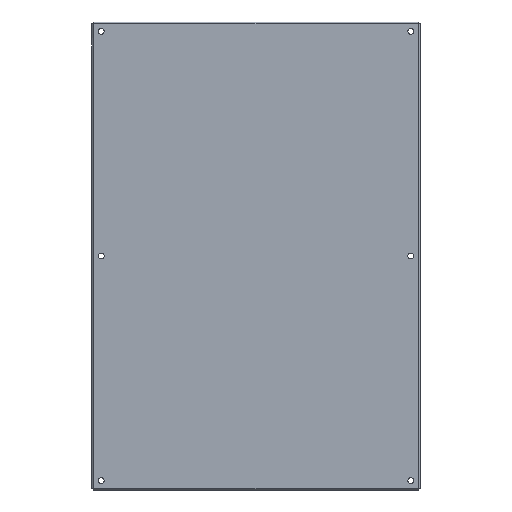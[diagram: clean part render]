
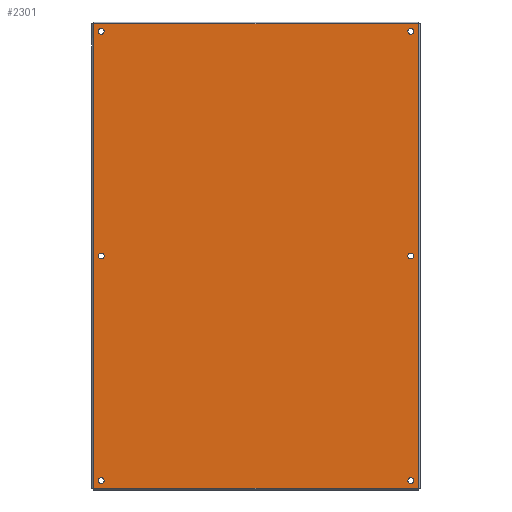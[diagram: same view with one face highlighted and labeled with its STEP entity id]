
A CAD part, front view. The second image highlights one B-rep face of the part: STEP entity #2301.
In plain terms, the highlighted planar face has unit normal (0, -1, 0).
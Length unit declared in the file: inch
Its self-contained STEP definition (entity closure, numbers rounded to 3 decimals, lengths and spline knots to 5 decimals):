
#33 = CARTESIAN_POINT ( 'NONE',  ( 14.5625, 0., -21.125 ) ) ;
#72 = EDGE_CURVE ( 'NONE', #1895, #400, #1725, .T. ) ;
#98 = CARTESIAN_POINT ( 'NONE',  ( -15.2525, 0., -21.815 ) ) ;
#108 = DIRECTION ( 'NONE',  ( 0., 1., 0. ) ) ;
#109 = FACE_BOUND ( 'NONE', #1633, .T. ) ;
#123 = EDGE_LOOP ( 'NONE', ( #308, #402, #2071, #1753 ) ) ;
#147 = VERTEX_POINT ( 'NONE', #2377 ) ;
#150 = AXIS2_PLACEMENT_3D ( 'NONE', #692, #2008, #2204 ) ;
#166 = CARTESIAN_POINT ( 'NONE',  ( 14.5625, 0., -20.84375 ) ) ;
#191 = DIRECTION ( 'NONE',  ( 0., 0., 1. ) ) ;
#217 = DIRECTION ( 'NONE',  ( 0., 0., 1. ) ) ;
#226 = CARTESIAN_POINT ( 'NONE',  ( -15.2525, 0., -21.815 ) ) ;
#232 = VERTEX_POINT ( 'NONE', #1076 ) ;
#263 = AXIS2_PLACEMENT_3D ( 'NONE', #2389, #108, #284 ) ;
#266 = ORIENTED_EDGE ( 'NONE', *, *, #2073, .T. ) ;
#272 = FACE_BOUND ( 'NONE', #1675, .T. ) ;
#280 = EDGE_LOOP ( 'NONE', ( #2196, #1649 ) ) ;
#284 = DIRECTION ( 'NONE',  ( 0., 0., 1. ) ) ;
#308 = ORIENTED_EDGE ( 'NONE', *, *, #2471, .T. ) ;
#309 = ORIENTED_EDGE ( 'NONE', *, *, #1414, .T. ) ;
#311 = EDGE_LOOP ( 'NONE', ( #309, #1821 ) ) ;
#324 = CIRCLE ( 'NONE', #2050, 0.28125 ) ;
#330 = VERTEX_POINT ( 'NONE', #2222 ) ;
#334 = ORIENTED_EDGE ( 'NONE', *, *, #2367, .T. ) ;
#348 = CARTESIAN_POINT ( 'NONE',  ( -14.5625, 0., 20.84375 ) ) ;
#357 = CARTESIAN_POINT ( 'NONE',  ( 14.5625, 0., -21.125 ) ) ;
#374 = VERTEX_POINT ( 'NONE', #2049 ) ;
#400 = VERTEX_POINT ( 'NONE', #773 ) ;
#402 = ORIENTED_EDGE ( 'NONE', *, *, #1919, .T. ) ;
#414 = LINE ( 'NONE', #98, #1212 ) ;
#419 = FACE_BOUND ( 'NONE', #280, .T. ) ;
#425 = DIRECTION ( 'NONE',  ( 0., 0., 1. ) ) ;
#438 = DIRECTION ( 'NONE',  ( 0., 0., 1. ) ) ;
#450 = LINE ( 'NONE', #633, #1495 ) ;
#458 = ORIENTED_EDGE ( 'NONE', *, *, #854, .T. ) ;
#467 = EDGE_CURVE ( 'NONE', #933, #899, #515, .T. ) ;
#474 = PLANE ( 'NONE',  #150 ) ;
#484 = VERTEX_POINT ( 'NONE', #226 ) ;
#508 = EDGE_CURVE ( 'NONE', #147, #1276, #1207, .T. ) ;
#512 = CARTESIAN_POINT ( 'NONE',  ( -15.2525, 0., 21.815 ) ) ;
#515 = CIRCLE ( 'NONE', #1888, 0.28125 ) ;
#553 = AXIS2_PLACEMENT_3D ( 'NONE', #1406, #658, #438 ) ;
#556 = DIRECTION ( 'NONE',  ( 0., 1., 0. ) ) ;
#559 = FACE_BOUND ( 'NONE', #311, .T. ) ;
#561 = CIRCLE ( 'NONE', #593, 0.28125 ) ;
#568 = VERTEX_POINT ( 'NONE', #1219 ) ;
#593 = AXIS2_PLACEMENT_3D ( 'NONE', #931, #1514, #962 ) ;
#594 = CARTESIAN_POINT ( 'NONE',  ( -14.5625, 0., 0. ) ) ;
#610 = DIRECTION ( 'NONE',  ( 0., 0., 1. ) ) ;
#622 = DIRECTION ( 'NONE',  ( 0., 1., 0. ) ) ;
#633 = CARTESIAN_POINT ( 'NONE',  ( 15.2525, 0., -21.815 ) ) ;
#658 = DIRECTION ( 'NONE',  ( 0., 1., 0. ) ) ;
#686 = CARTESIAN_POINT ( 'NONE',  ( -15.2525, 0., -21.815 ) ) ;
#692 = CARTESIAN_POINT ( 'NONE',  ( -15.2525, 0., -21.815 ) ) ;
#725 = EDGE_CURVE ( 'NONE', #790, #2238, #2007, .T. ) ;
#773 = CARTESIAN_POINT ( 'NONE',  ( -14.5625, 0., -20.84375 ) ) ;
#790 = VERTEX_POINT ( 'NONE', #1056 ) ;
#802 = AXIS2_PLACEMENT_3D ( 'NONE', #1152, #556, #1346 ) ;
#805 = DIRECTION ( 'NONE',  ( 1., 0., 0. ) ) ;
#808 = FACE_BOUND ( 'NONE', #1185, .T. ) ;
#823 = CARTESIAN_POINT ( 'NONE',  ( 14.5625, 0., 0. ) ) ;
#847 = DIRECTION ( 'NONE',  ( 0., 0., 1. ) ) ;
#854 = EDGE_CURVE ( 'NONE', #1828, #1712, #561, .T. ) ;
#882 = DIRECTION ( 'NONE',  ( -1., 0., 0. ) ) ;
#897 = DIRECTION ( 'NONE',  ( 0., 1., 0. ) ) ;
#899 = VERTEX_POINT ( 'NONE', #166 ) ;
#928 = DIRECTION ( 'NONE',  ( 0., 0., 1. ) ) ;
#931 = CARTESIAN_POINT ( 'NONE',  ( 14.5625, 0., 0. ) ) ;
#933 = VERTEX_POINT ( 'NONE', #1155 ) ;
#948 = CARTESIAN_POINT ( 'NONE',  ( -14.5625, 0., -21.125 ) ) ;
#962 = DIRECTION ( 'NONE',  ( 0., 0., 1. ) ) ;
#968 = AXIS2_PLACEMENT_3D ( 'NONE', #1531, #1515, #2059 ) ;
#1045 = AXIS2_PLACEMENT_3D ( 'NONE', #948, #2458, #191 ) ;
#1056 = CARTESIAN_POINT ( 'NONE',  ( 14.5625, 0., 20.84375 ) ) ;
#1059 = CARTESIAN_POINT ( 'NONE',  ( -14.5625, 0., -21.40625 ) ) ;
#1072 = ORIENTED_EDGE ( 'NONE', *, *, #467, .T. ) ;
#1076 = CARTESIAN_POINT ( 'NONE',  ( 15.2525, 0., 21.815 ) ) ;
#1077 = VECTOR ( 'NONE', #882, 39.37008 ) ;
#1120 = FACE_BOUND ( 'NONE', #1607, .T. ) ;
#1140 = AXIS2_PLACEMENT_3D ( 'NONE', #357, #1885, #928 ) ;
#1152 = CARTESIAN_POINT ( 'NONE',  ( -14.5625, 0., 0. ) ) ;
#1155 = CARTESIAN_POINT ( 'NONE',  ( 14.5625, 0., -21.40625 ) ) ;
#1185 = EDGE_LOOP ( 'NONE', ( #1716, #1072 ) ) ;
#1187 = EDGE_CURVE ( 'NONE', #374, #484, #414, .T. ) ;
#1207 = CIRCLE ( 'NONE', #553, 0.28125 ) ;
#1212 = VECTOR ( 'NONE', #1432, 39.37008 ) ;
#1219 = CARTESIAN_POINT ( 'NONE',  ( -14.5625, 0., 0.28125 ) ) ;
#1276 = VERTEX_POINT ( 'NONE', #348 ) ;
#1334 = VERTEX_POINT ( 'NONE', #1668 ) ;
#1346 = DIRECTION ( 'NONE',  ( 0., 0., 1. ) ) ;
#1380 = DIRECTION ( 'NONE',  ( 0., 1., 0. ) ) ;
#1406 = CARTESIAN_POINT ( 'NONE',  ( -14.5625, 0., 21.125 ) ) ;
#1414 = EDGE_CURVE ( 'NONE', #568, #330, #2414, .T. ) ;
#1432 = DIRECTION ( 'NONE',  ( 0., 0., -1. ) ) ;
#1456 = ORIENTED_EDGE ( 'NONE', *, *, #725, .T. ) ;
#1495 = VECTOR ( 'NONE', #425, 39.37008 ) ;
#1513 = CIRCLE ( 'NONE', #1045, 0.28125 ) ;
#1514 = DIRECTION ( 'NONE',  ( 0., 1., 0. ) ) ;
#1515 = DIRECTION ( 'NONE',  ( 0., 1., 0. ) ) ;
#1520 = EDGE_CURVE ( 'NONE', #1276, #147, #324, .T. ) ;
#1531 = CARTESIAN_POINT ( 'NONE',  ( 14.5625, 0., 21.125 ) ) ;
#1560 = CARTESIAN_POINT ( 'NONE',  ( 14.5625, 0., 0.28125 ) ) ;
#1607 = EDGE_LOOP ( 'NONE', ( #266, #1456 ) ) ;
#1626 = EDGE_CURVE ( 'NONE', #899, #933, #2086, .T. ) ;
#1633 = EDGE_LOOP ( 'NONE', ( #1749, #2464 ) ) ;
#1649 = ORIENTED_EDGE ( 'NONE', *, *, #72, .T. ) ;
#1668 = CARTESIAN_POINT ( 'NONE',  ( 15.2525, 0., -21.815 ) ) ;
#1675 = EDGE_LOOP ( 'NONE', ( #334, #458 ) ) ;
#1684 = DIRECTION ( 'NONE',  ( 0., 0., 1. ) ) ;
#1712 = VERTEX_POINT ( 'NONE', #1560 ) ;
#1716 = ORIENTED_EDGE ( 'NONE', *, *, #1626, .T. ) ;
#1725 = CIRCLE ( 'NONE', #1926, 0.28125 ) ;
#1749 = ORIENTED_EDGE ( 'NONE', *, *, #508, .T. ) ;
#1753 = ORIENTED_EDGE ( 'NONE', *, *, #1799, .T. ) ;
#1781 = VECTOR ( 'NONE', #805, 39.37008 ) ;
#1799 = EDGE_CURVE ( 'NONE', #484, #1334, #2292, .T. ) ;
#1805 = CARTESIAN_POINT ( 'NONE',  ( 14.5625, 0., 21.40625 ) ) ;
#1807 = CIRCLE ( 'NONE', #2183, 0.28125 ) ;
#1821 = ORIENTED_EDGE ( 'NONE', *, *, #2162, .T. ) ;
#1828 = VERTEX_POINT ( 'NONE', #2335 ) ;
#1885 = DIRECTION ( 'NONE',  ( 0., 1., 0. ) ) ;
#1888 = AXIS2_PLACEMENT_3D ( 'NONE', #33, #1380, #610 ) ;
#1895 = VERTEX_POINT ( 'NONE', #1059 ) ;
#1914 = DIRECTION ( 'NONE',  ( 0., 1., 0. ) ) ;
#1919 = EDGE_CURVE ( 'NONE', #232, #374, #2046, .T. ) ;
#1926 = AXIS2_PLACEMENT_3D ( 'NONE', #2400, #2002, #847 ) ;
#2002 = DIRECTION ( 'NONE',  ( 0., 1., 0. ) ) ;
#2007 = CIRCLE ( 'NONE', #263, 0.28125 ) ;
#2008 = DIRECTION ( 'NONE',  ( 0., -1., 0. ) ) ;
#2031 = CIRCLE ( 'NONE', #2354, 0.28125 ) ;
#2046 = LINE ( 'NONE', #512, #1077 ) ;
#2049 = CARTESIAN_POINT ( 'NONE',  ( -15.2525, 0., 21.815 ) ) ;
#2050 = AXIS2_PLACEMENT_3D ( 'NONE', #2055, #897, #1684 ) ;
#2055 = CARTESIAN_POINT ( 'NONE',  ( -14.5625, 0., 21.125 ) ) ;
#2059 = DIRECTION ( 'NONE',  ( 0., 0., 1. ) ) ;
#2071 = ORIENTED_EDGE ( 'NONE', *, *, #1187, .T. ) ;
#2073 = EDGE_CURVE ( 'NONE', #2238, #790, #2175, .T. ) ;
#2086 = CIRCLE ( 'NONE', #1140, 0.28125 ) ;
#2131 = EDGE_CURVE ( 'NONE', #400, #1895, #1513, .T. ) ;
#2162 = EDGE_CURVE ( 'NONE', #330, #568, #1807, .T. ) ;
#2175 = CIRCLE ( 'NONE', #968, 0.28125 ) ;
#2183 = AXIS2_PLACEMENT_3D ( 'NONE', #594, #1914, #217 ) ;
#2196 = ORIENTED_EDGE ( 'NONE', *, *, #2131, .T. ) ;
#2204 = DIRECTION ( 'NONE',  ( 0., 0., -1. ) ) ;
#2222 = CARTESIAN_POINT ( 'NONE',  ( -14.5625, 0., -0.28125 ) ) ;
#2238 = VERTEX_POINT ( 'NONE', #1805 ) ;
#2292 = LINE ( 'NONE', #686, #1781 ) ;
#2301 = ADVANCED_FACE ( 'NONE', ( #2306, #419, #559, #109, #808, #272, #1120 ), #474, .T. ) ;
#2306 = FACE_OUTER_BOUND ( 'NONE', #123, .T. ) ;
#2335 = CARTESIAN_POINT ( 'NONE',  ( 14.5625, 0., -0.28125 ) ) ;
#2349 = DIRECTION ( 'NONE',  ( 0., 0., 1. ) ) ;
#2354 = AXIS2_PLACEMENT_3D ( 'NONE', #823, #622, #2349 ) ;
#2367 = EDGE_CURVE ( 'NONE', #1712, #1828, #2031, .T. ) ;
#2377 = CARTESIAN_POINT ( 'NONE',  ( -14.5625, 0., 21.40625 ) ) ;
#2389 = CARTESIAN_POINT ( 'NONE',  ( 14.5625, 0., 21.125 ) ) ;
#2400 = CARTESIAN_POINT ( 'NONE',  ( -14.5625, 0., -21.125 ) ) ;
#2414 = CIRCLE ( 'NONE', #802, 0.28125 ) ;
#2458 = DIRECTION ( 'NONE',  ( 0., 1., 0. ) ) ;
#2464 = ORIENTED_EDGE ( 'NONE', *, *, #1520, .T. ) ;
#2471 = EDGE_CURVE ( 'NONE', #1334, #232, #450, .T. ) ;
